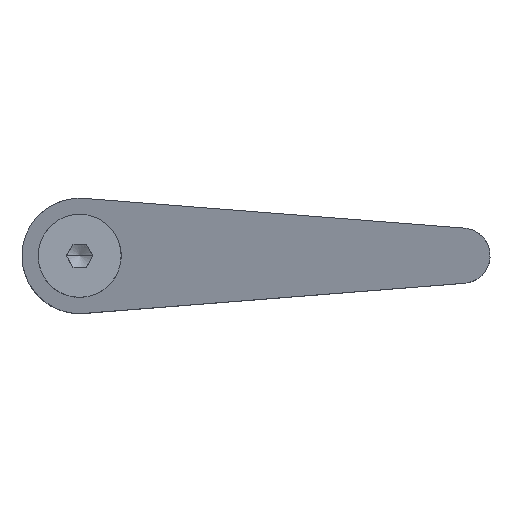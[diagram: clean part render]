
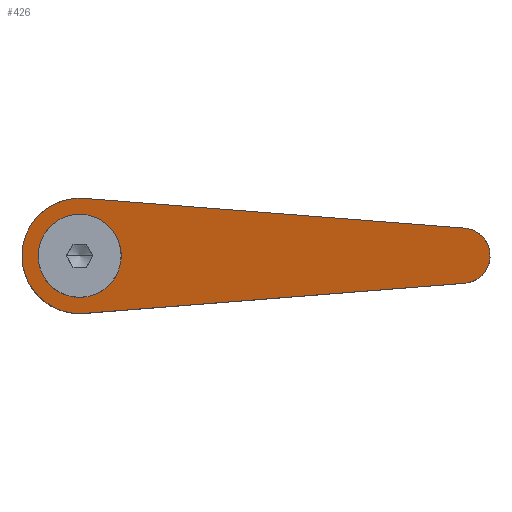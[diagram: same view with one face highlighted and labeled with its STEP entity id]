
A CAD part, top view. The second image highlights one B-rep face of the part: STEP entity #426.
In plain terms, the highlighted planar face has unit normal (-0.26, 0, 0.966).
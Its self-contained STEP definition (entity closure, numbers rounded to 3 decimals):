
#216=EDGE_CURVE('',#578,#336,#616,.T.);
#224=VERTEX_POINT('',#626);
#230=VERTEX_POINT('',#632);
#232=VERTEX_POINT('',#634);
#264=VERTEX_POINT('',#671);
#326=EDGE_CURVE('',#346,#578,#739,.T.);
#336=VERTEX_POINT('',#751);
#346=VERTEX_POINT('',#762);
#412=EDGE_CURVE('',#336,#446,#841,.T.);
#426=ADVANCED_FACE('',(#857,#858),#859,.F.);
#446=VERTEX_POINT('',#881);
#448=EDGE_CURVE('',#446,#230,#883,.T.);
#458=EDGE_CURVE('',#230,#346,#894,.T.);
#530=EDGE_CURVE('',#264,#232,#968,.T.);
#578=VERTEX_POINT('',#1021);
#596=EDGE_CURVE('',#232,#224,#1042,.T.);
#598=EDGE_CURVE('',#224,#264,#1044,.T.);
#616=ELLIPSE('',#1053,12.945,12.5);
#626=CARTESIAN_POINT('',(-0.216,8.997,39.707));
#632=CARTESIAN_POINT('',(83.47,-5.982,62.239));
#634=CARTESIAN_POINT('',(0.,9.,39.765));
#671=CARTESIAN_POINT('',(0.,-9.,39.765));
#739=LINE('',#1233,#1234);
#751=CARTESIAN_POINT('',(-12.5,0.,36.4));
#762=CARTESIAN_POINT('',(83.47,5.982,62.239));
#841=ELLIPSE('',#1383,12.945,12.5);
#857=FACE_BOUND('',#1412,.T.);
#858=FACE_OUTER_BOUND('',#1413,.T.);
#859=PLANE('',#1414);
#881=CARTESIAN_POINT('',(0.979,-12.462,40.029));
#883=LINE('',#1443,#1444);
#894=ELLIPSE('',#1460,6.214,6.);
#968=ELLIPSE('',#1589,9.32,9.0);
#1021=CARTESIAN_POINT('',(0.979,12.462,40.029));
#1042=ELLIPSE('',#1705,9.32,9.0);
#1044=ELLIPSE('',#1708,9.32,9.0);
#1053=AXIS2_PLACEMENT_3D('',#1710,#1711,#1712);
#1233=CARTESIAN_POINT('',(46.465,8.888,52.276));
#1234=VECTOR('',#1837,1.0);
#1383=AXIS2_PLACEMENT_3D('',#1982,#1983,#1984);
#1412=EDGE_LOOP('',(#1998,#1999,#2000));
#1413=EDGE_LOOP('',(#2001,#2002,#2003,#2004,#2005));
#1414=AXIS2_PLACEMENT_3D('',#2006,#2007,#2008);
#1443=CARTESIAN_POINT('',(84.939,-5.866,62.634));
#1444=VECTOR('',#2032,1.0);
#1460=AXIS2_PLACEMENT_3D('',#2048,#2049,#2050);
#1589=AXIS2_PLACEMENT_3D('',#2093,#2094,#2095);
#1705=AXIS2_PLACEMENT_3D('',#2190,#2191,#2192);
#1708=AXIS2_PLACEMENT_3D('',#2193,#2194,#2195);
#1710=CARTESIAN_POINT('',(0.,0.,39.765));
#1711=DIRECTION('',(-0.26,0.,0.966));
#1712=DIRECTION('',(-0.966,0.,-0.26));
#1837=DIRECTION('',(-0.963,0.076,-0.259));
#1982=CARTESIAN_POINT('',(0.,0.,39.765));
#1983=DIRECTION('',(-0.26,0.,0.966));
#1984=DIRECTION('',(-0.966,0.,-0.26));
#1998=ORIENTED_EDGE('',*,*,#598,.F.);
#1999=ORIENTED_EDGE('',*,*,#596,.F.);
#2000=ORIENTED_EDGE('',*,*,#530,.F.);
#2001=ORIENTED_EDGE('',*,*,#216,.T.);
#2002=ORIENTED_EDGE('',*,*,#412,.T.);
#2003=ORIENTED_EDGE('',*,*,#448,.T.);
#2004=ORIENTED_EDGE('',*,*,#458,.T.);
#2005=ORIENTED_EDGE('',*,*,#326,.T.);
#2006=CARTESIAN_POINT('',(40.277,0.,50.61));
#2007=DIRECTION('',(0.26,0.,-0.966));
#2008=DIRECTION('',(0.251,0.966,0.068));
#2032=DIRECTION('',(0.963,0.076,0.259));
#2048=CARTESIAN_POINT('',(83.0,0.,62.112));
#2049=DIRECTION('',(-0.26,0.,0.966));
#2050=DIRECTION('',(0.966,0.,0.26));
#2093=CARTESIAN_POINT('',(0.,0.,39.765));
#2094=DIRECTION('',(-0.26,0.,0.966));
#2095=DIRECTION('',(-0.966,0.0,-0.26));
#2190=CARTESIAN_POINT('',(0.,0.,39.765));
#2191=DIRECTION('',(-0.26,0.,0.966));
#2192=DIRECTION('',(-0.966,0.0,-0.26));
#2193=CARTESIAN_POINT('',(0.,0.,39.765));
#2194=DIRECTION('',(-0.26,0.,0.966));
#2195=DIRECTION('',(-0.966,0.0,-0.26));
